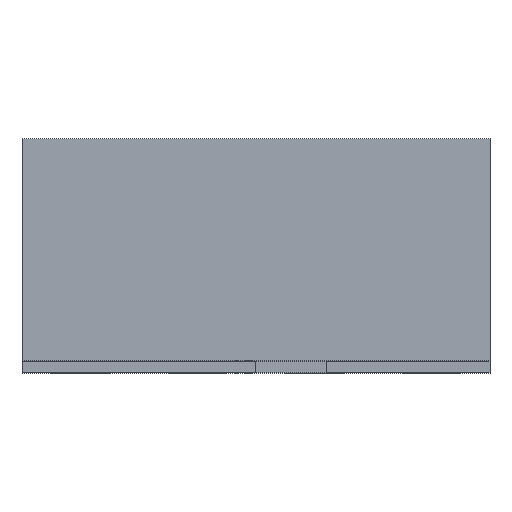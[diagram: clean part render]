
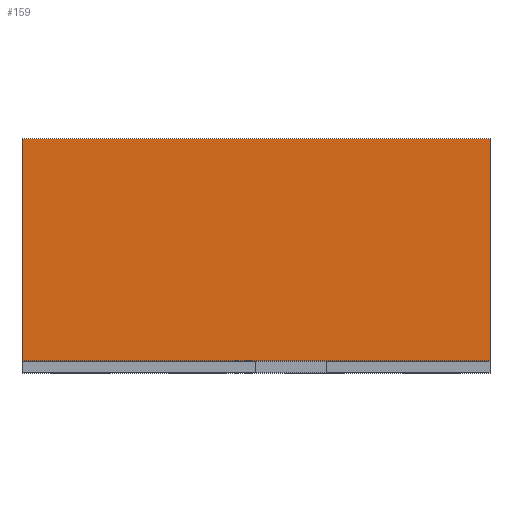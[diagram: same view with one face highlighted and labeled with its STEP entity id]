
A CAD part, top view. The second image highlights one B-rep face of the part: STEP entity #159.
In plain terms, the highlighted planar face has unit normal (0, 0, 1).
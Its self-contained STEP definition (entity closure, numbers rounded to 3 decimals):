
#44 = CARTESIAN_POINT ( 'NONE',  ( 1., 1., 1. ) ) ;
#54 = DIRECTION ( 'NONE',  ( 0., -1., 0. ) ) ;
#58 = CARTESIAN_POINT ( 'NONE',  ( 1., 0.05, 1. ) ) ;
#159 = ADVANCED_FACE ( 'NONE', ( #605 ), #2375, .F. ) ;
#188 = CARTESIAN_POINT ( 'NONE',  ( 1., 4.828, 1. ) ) ;
#305 = CARTESIAN_POINT ( 'NONE',  ( 1., 0.05, 1. ) ) ;
#561 = LINE ( 'NONE', #58, #976 ) ;
#576 = DIRECTION ( 'NONE',  ( -1., 0., 0. ) ) ;
#605 = FACE_OUTER_BOUND ( 'NONE', #1565, .T. ) ;
#647 = CARTESIAN_POINT ( 'NONE',  ( 1., 4.828, 1. ) ) ;
#809 = VERTEX_POINT ( 'NONE', #44 ) ;
#861 = EDGE_CURVE ( 'NONE', #809, #2246, #1416, .T. ) ;
#949 = DIRECTION ( 'NONE',  ( 0., 0., -1. ) ) ;
#976 = VECTOR ( 'NONE', #1055, 1000. ) ;
#1055 = DIRECTION ( 'NONE',  ( 1., 0., 0. ) ) ;
#1171 = LINE ( 'NONE', #2214, #1292 ) ;
#1261 = LINE ( 'NONE', #2312, #1783 ) ;
#1292 = VECTOR ( 'NONE', #54, 1000. ) ;
#1416 = LINE ( 'NONE', #647, #2365 ) ;
#1449 = DIRECTION ( 'NONE',  ( 0., -1., 0. ) ) ;
#1534 = ORIENTED_EDGE ( 'NONE', *, *, #1552, .F. ) ;
#1552 = EDGE_CURVE ( 'NONE', #1791, #809, #1261, .T. ) ;
#1565 = EDGE_LOOP ( 'NONE', ( #1534, #2000, #1719, #1660 ) ) ;
#1604 = CARTESIAN_POINT ( 'NONE',  ( -1., 1., 1. ) ) ;
#1634 = EDGE_CURVE ( 'NONE', #1791, #1755, #1171, .T. ) ;
#1660 = ORIENTED_EDGE ( 'NONE', *, *, #861, .F. ) ;
#1719 = ORIENTED_EDGE ( 'NONE', *, *, #1804, .T. ) ;
#1755 = VERTEX_POINT ( 'NONE', #2032 ) ;
#1783 = VECTOR ( 'NONE', #2324, 1000. ) ;
#1791 = VERTEX_POINT ( 'NONE', #1604 ) ;
#1804 = EDGE_CURVE ( 'NONE', #1755, #2246, #561, .T. ) ;
#1984 = AXIS2_PLACEMENT_3D ( 'NONE', #188, #949, #576 ) ;
#2000 = ORIENTED_EDGE ( 'NONE', *, *, #1634, .T. ) ;
#2032 = CARTESIAN_POINT ( 'NONE',  ( -1., 0.05, 1. ) ) ;
#2214 = CARTESIAN_POINT ( 'NONE',  ( -1., 4.828, 1. ) ) ;
#2246 = VERTEX_POINT ( 'NONE', #305 ) ;
#2312 = CARTESIAN_POINT ( 'NONE',  ( 1., 1., 1. ) ) ;
#2324 = DIRECTION ( 'NONE',  ( 1., 0., 0. ) ) ;
#2365 = VECTOR ( 'NONE', #1449, 1000. ) ;
#2375 = PLANE ( 'NONE',  #1984 ) ;
